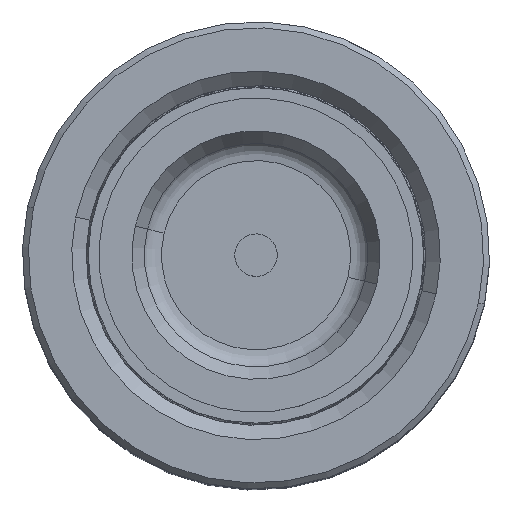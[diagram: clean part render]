
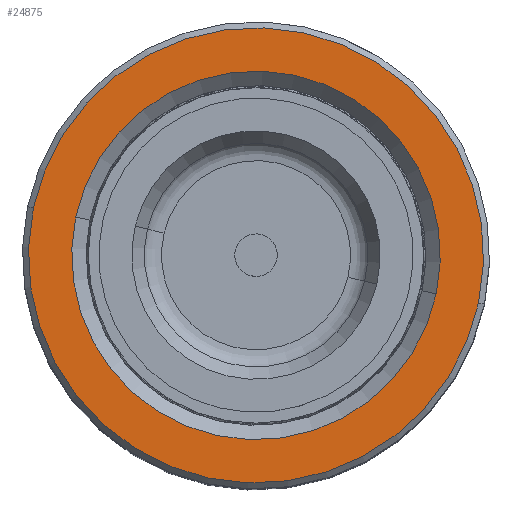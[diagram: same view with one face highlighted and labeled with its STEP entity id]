
A CAD part, top view. The second image highlights one B-rep face of the part: STEP entity #24875.
In plain terms, the highlighted planar face has unit normal (0, 0, 1).
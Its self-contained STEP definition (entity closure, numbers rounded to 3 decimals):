
#3511 = EDGE_CURVE ( 'NONE', #55685, #8456, #25152, .T. ) ;
#4261 = EDGE_CURVE ( 'NONE', #8456, #55685, #28176, .T. ) ;
#4791 = ORIENTED_EDGE ( 'NONE', *, *, #4261, .T. ) ;
#7289 = FACE_BOUND ( 'NONE', #24407, .T. ) ;
#8060 = FACE_OUTER_BOUND ( 'NONE', #33454, .T. ) ;
#8456 = VERTEX_POINT ( 'NONE', #31924 ) ;
#10219 = DIRECTION ( 'NONE',  ( 1., 0., 0. ) ) ;
#10513 = ORIENTED_EDGE ( 'NONE', *, *, #3511, .T. ) ;
#11198 = CARTESIAN_POINT ( 'NONE',  ( -21.7, 0., 80. ) ) ;
#12614 = DIRECTION ( 'NONE',  ( 1., 0., 0. ) ) ;
#13717 = DIRECTION ( 'NONE',  ( 1., 0., 0. ) ) ;
#14755 = CARTESIAN_POINT ( 'NONE',  ( 0., 0., 80. ) ) ;
#18263 = CARTESIAN_POINT ( 'NONE',  ( 0., 0., 80. ) ) ;
#21052 = EDGE_CURVE ( 'NONE', #59900, #43680, #24420, .T. ) ;
#22080 = CIRCLE ( 'NONE', #58507, 21.7 ) ;
#22135 = CARTESIAN_POINT ( 'NONE',  ( 0., 0., 80. ) ) ;
#24407 = EDGE_LOOP ( 'NONE', ( #47778, #29218 ) ) ;
#24420 = CIRCLE ( 'NONE', #40570, 21.7 ) ;
#24719 = DIRECTION ( 'NONE',  ( 0., 0., 1. ) ) ;
#24875 = ADVANCED_FACE ( 'NONE', ( #8060, #7289 ), #42894, .T. ) ;
#25152 = CIRCLE ( 'NONE', #34324, 26.8 ) ;
#25276 = DIRECTION ( 'NONE',  ( 0., 0., 1. ) ) ;
#28176 = CIRCLE ( 'NONE', #31013, 26.8 ) ;
#29218 = ORIENTED_EDGE ( 'NONE', *, *, #48405, .T. ) ;
#31013 = AXIS2_PLACEMENT_3D ( 'NONE', #40050, #24719, #10219 ) ;
#31924 = CARTESIAN_POINT ( 'NONE',  ( 26.8, 0., 80. ) ) ;
#33454 = EDGE_LOOP ( 'NONE', ( #10513, #4791 ) ) ;
#34324 = AXIS2_PLACEMENT_3D ( 'NONE', #46677, #25276, #59894 ) ;
#40050 = CARTESIAN_POINT ( 'NONE',  ( 0., 0., 80. ) ) ;
#40570 = AXIS2_PLACEMENT_3D ( 'NONE', #22135, #46781, #12614 ) ;
#42894 = PLANE ( 'NONE',  #48173 ) ;
#43680 = VERTEX_POINT ( 'NONE', #11198 ) ;
#46677 = CARTESIAN_POINT ( 'NONE',  ( 0., 0., 80. ) ) ;
#46781 = DIRECTION ( 'NONE',  ( 0., 0., -1. ) ) ;
#47778 = ORIENTED_EDGE ( 'NONE', *, *, #21052, .T. ) ;
#48173 = AXIS2_PLACEMENT_3D ( 'NONE', #18263, #61979, #13717 ) ;
#48405 = EDGE_CURVE ( 'NONE', #43680, #59900, #22080, .T. ) ;
#49354 = DIRECTION ( 'NONE',  ( 0., 0., -1. ) ) ;
#51433 = CARTESIAN_POINT ( 'NONE',  ( -26.8, 0., 80. ) ) ;
#54329 = DIRECTION ( 'NONE',  ( 1., 0., 0. ) ) ;
#55685 = VERTEX_POINT ( 'NONE', #51433 ) ;
#55861 = CARTESIAN_POINT ( 'NONE',  ( 21.7, 0., 80. ) ) ;
#58507 = AXIS2_PLACEMENT_3D ( 'NONE', #14755, #49354, #54329 ) ;
#59894 = DIRECTION ( 'NONE',  ( 1., 0., 0. ) ) ;
#59900 = VERTEX_POINT ( 'NONE', #55861 ) ;
#61979 = DIRECTION ( 'NONE',  ( 0., 0., 1. ) ) ;
